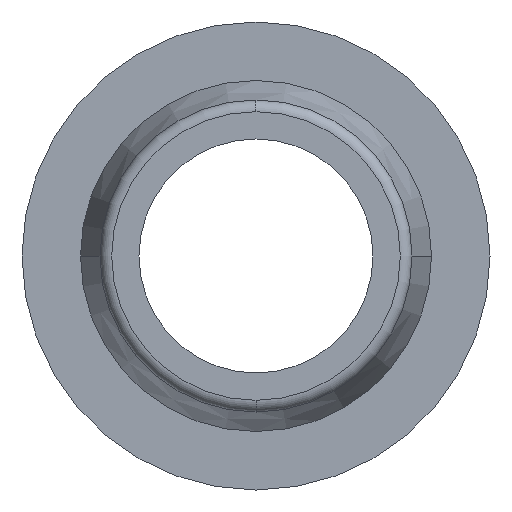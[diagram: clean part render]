
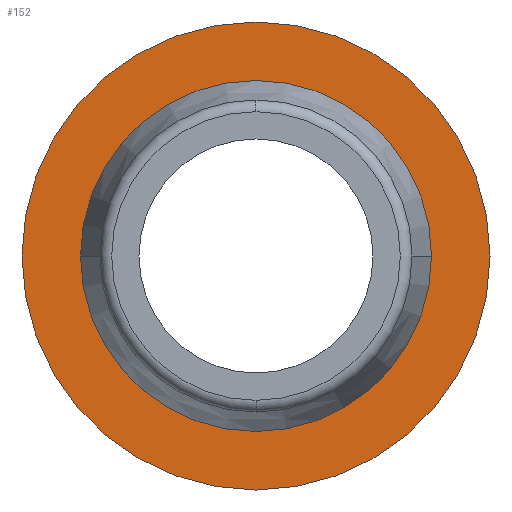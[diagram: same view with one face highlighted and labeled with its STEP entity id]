
A CAD part, front view. The second image highlights one B-rep face of the part: STEP entity #152.
In plain terms, the highlighted planar face has unit normal (0, -1, 0).
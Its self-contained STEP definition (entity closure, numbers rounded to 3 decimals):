
#152=ADVANCED_FACE('',(#320,#321),#322,.T.);
#320=FACE_OUTER_BOUND('',#499,.T.);
#321=FACE_BOUND('',#500,.T.);
#322=PLANE('',#501);
#499=EDGE_LOOP('',(#856,#857));
#500=EDGE_LOOP('',(#858,#859));
#501=AXIS2_PLACEMENT_3D('',#860,#861,#862);
#856=ORIENTED_EDGE('',*,*,#1128,.T.);
#857=ORIENTED_EDGE('',*,*,#1129,.T.);
#858=ORIENTED_EDGE('',*,*,#1130,.F.);
#859=ORIENTED_EDGE('',*,*,#1024,.F.);
#860=CARTESIAN_POINT('',(0.0,14.0,0.0));
#861=DIRECTION('',(0.0,-1.0,0.0));
#862=DIRECTION('',(-1.0,0.0,0.0));
#1024=EDGE_CURVE('',#1213,#1215,#1216,.T.);
#1128=EDGE_CURVE('',#1356,#1357,#1358,.T.);
#1129=EDGE_CURVE('',#1357,#1356,#1359,.T.);
#1130=EDGE_CURVE('',#1215,#1213,#1360,.T.);
#1213=VERTEX_POINT('',#1457);
#1215=VERTEX_POINT('',#1460);
#1216=CIRCLE('',#1461,4.5);
#1356=VERTEX_POINT('',#1628);
#1357=VERTEX_POINT('',#1629);
#1358=CIRCLE('',#1630,6.0);
#1359=CIRCLE('',#1631,6.0);
#1360=CIRCLE('',#1632,4.5);
#1457=CARTESIAN_POINT('',(4.5,14.0,0.));
#1460=CARTESIAN_POINT('',(-4.5,14.0,0.));
#1461=AXIS2_PLACEMENT_3D('',#1712,#1713,#1714);
#1628=CARTESIAN_POINT('',(6.0,14.0,0.0));
#1629=CARTESIAN_POINT('',(-6.0,14.0,0.));
#1630=AXIS2_PLACEMENT_3D('',#1877,#1878,#1879);
#1631=AXIS2_PLACEMENT_3D('',#1880,#1881,#1882);
#1632=AXIS2_PLACEMENT_3D('',#1883,#1884,#1885);
#1712=CARTESIAN_POINT('',(0.0,14.0,0.0));
#1713=DIRECTION('',(0.0,-1.0,0.0));
#1714=DIRECTION('',(1.0,0.0,0.0));
#1877=CARTESIAN_POINT('',(0.0,14.0,0.0));
#1878=DIRECTION('',(0.0,-1.0,0.0));
#1879=DIRECTION('',(1.0,0.0,0.0));
#1880=CARTESIAN_POINT('',(0.0,14.0,0.0));
#1881=DIRECTION('',(0.0,-1.0,0.0));
#1882=DIRECTION('',(1.0,0.0,0.0));
#1883=CARTESIAN_POINT('',(0.0,14.0,0.0));
#1884=DIRECTION('',(0.0,-1.0,0.0));
#1885=DIRECTION('',(1.0,0.0,0.0));
